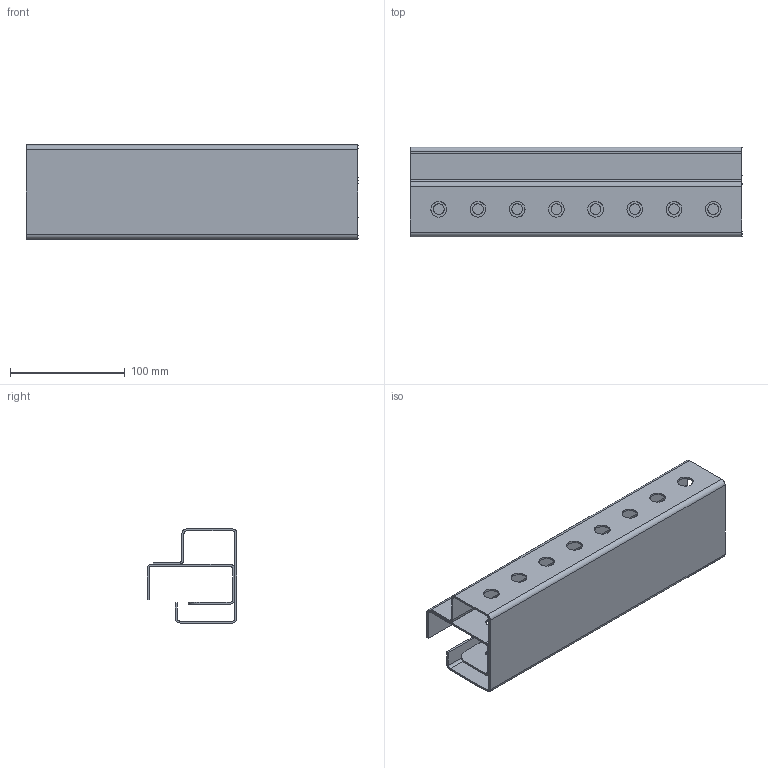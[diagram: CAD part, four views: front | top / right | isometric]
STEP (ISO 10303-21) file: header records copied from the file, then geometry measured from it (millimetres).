
FILE_DESCRIPTION(('FreeCAD Model'),'2;1');
FILE_NAME('Open CASCADE Shape Model','2025-05-01T01:49:44',('FreeCAD'),( 'FreeCAD'),'Open CASCADE STEP processor 7.6','FreeCAD','Unknown');
FILE_SCHEMA(('AUTOMOTIVE_DESIGN { 1 0 10303 214 1 1 1 1 }'));
Length unit declared in the file: millimetre
Products named in the file (1): Open CASCADE STEP translator 7.6 1
Bounding box: 289.37 x 78.26 x 82.03 mm (x, y, z)
Volume: 196113.7 mm3; surface area: 235335.6 mm2
Topology: 2 solids, 2 shells, 166 faces, 446 edges, 284 vertices
Faces by surface type: bspline 166
Entity records: 5342 total; most frequent: CARTESIAN_POINT 2721, ORIENTED_EDGE 892, EDGE_CURVE 446, VERTEX_POINT 284, B_SPLINE_CURVE_WITH_KNOTS 266, FACE_BOUND 230, EDGE_LOOP 230, ADVANCED_FACE 166
